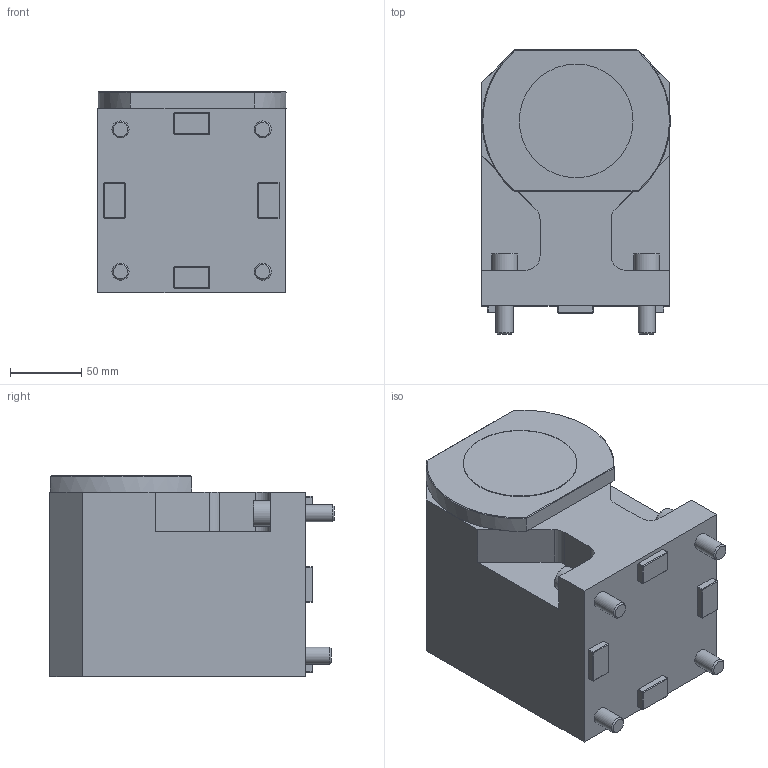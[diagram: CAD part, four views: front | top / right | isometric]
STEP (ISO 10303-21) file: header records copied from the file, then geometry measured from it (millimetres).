
FILE_DESCRIPTION (( 'STEP AP214' ), '1' );
FILE_NAME ('E10BC8T85X130-R.STEP', '2025-07-28T07:20:58', ( '' ), ( '' ), 'SwSTEP 2.0', 'SolidWorks 2023', '' );
FILE_SCHEMA (( 'AUTOMOTIVE_DESIGN' ));
Length unit declared in the file: millimetre
Products named in the file (1): E10BC8T85X130-R
Bounding box: 132.57 x 200 x 142 mm (x, y, z)
Volume: 3042677.8 mm3; surface area: 137586.6 mm2
Topology: 1 solids, 1 shells, 437 faces, 1125 edges, 745 vertices
Faces by surface type: plane 288, bspline 102, cylinder 39, cone 6, torus 2
Full cylindrical faces by diameter (mm): 1.7 x1, 2.1 x1, 6.366 x1, 12 x4, 18 x2, 80 x1
Entity records: 22440 total; most frequent: CARTESIAN_POINT 9046, ORIENTED_EDGE 2218, DIRECTION 1671, EDGE_CURVE 1109, LINE 803, VECTOR 803, VERTEX_POINT 745, EDGE_LOOP 508
